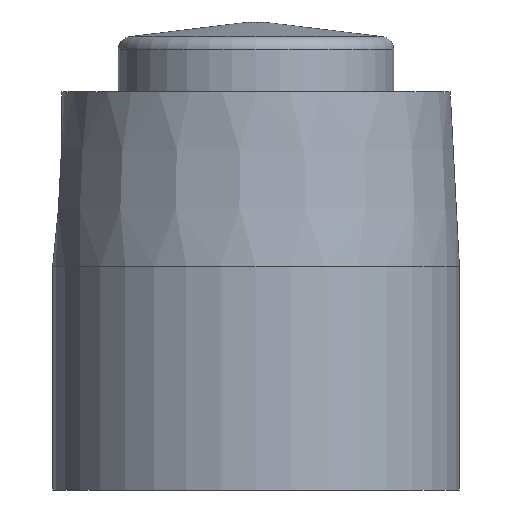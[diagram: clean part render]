
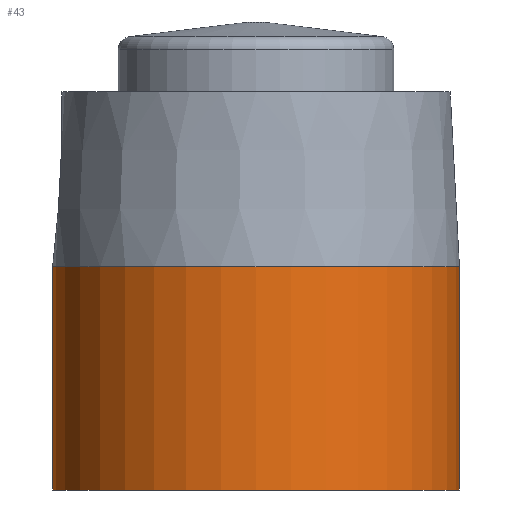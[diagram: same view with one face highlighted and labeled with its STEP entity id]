
A CAD part, front view. The second image highlights one B-rep face of the part: STEP entity #43.
In plain terms, the highlighted cylindrical face has radius 46.5 mm (diameter 93 mm), a full revolution.
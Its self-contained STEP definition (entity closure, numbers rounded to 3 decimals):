
#40=CYLINDRICAL_SURFACE('',#130,46.5);
#43=ADVANCED_FACE('',(#56,#57),#40,.T.);
#56=FACE_BOUND('',#70,.T.);
#57=FACE_BOUND('',#71,.T.);
#70=EDGE_LOOP('',(#86));
#71=EDGE_LOOP('',(#87));
#86=ORIENTED_EDGE('',*,*,#110,.T.);
#87=ORIENTED_EDGE('',*,*,#111,.T.);
#102=VERTEX_POINT('',#182);
#103=VERTEX_POINT('',#184);
#110=EDGE_CURVE('',#102,#102,#118,.T.);
#111=EDGE_CURVE('',#103,#103,#119,.T.);
#118=CIRCLE('',#128,46.5);
#119=CIRCLE('',#129,46.5);
#128=AXIS2_PLACEMENT_3D('',#181,#149,#150);
#129=AXIS2_PLACEMENT_3D('',#183,#151,#152);
#130=AXIS2_PLACEMENT_3D('',#185,#153,#154);
#149=DIRECTION('',(0.,0.,-1.));
#150=DIRECTION('',(1.,0.,0.));
#151=DIRECTION('',(0.,0.,1.));
#152=DIRECTION('',(1.,0.,0.));
#153=DIRECTION('',(0.,0.,-1.));
#154=DIRECTION('',(-1.,0.,0.));
#181=CARTESIAN_POINT('',(0.,0.,51.));
#182=CARTESIAN_POINT('',(46.5,0.,51.));
#183=CARTESIAN_POINT('',(0.,0.,0.));
#184=CARTESIAN_POINT('',(46.5,0.,0.));
#185=CARTESIAN_POINT('',(0.,0.,91.));
